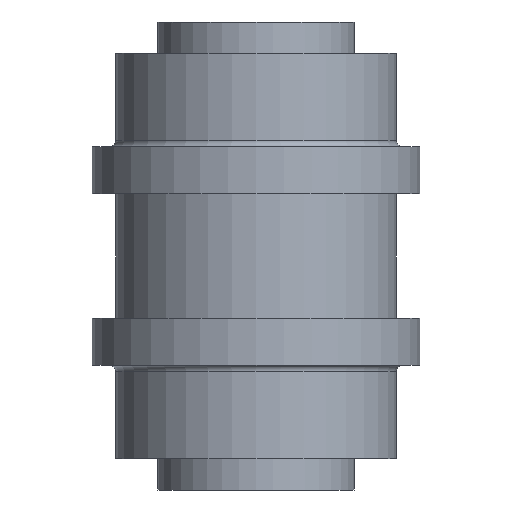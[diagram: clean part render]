
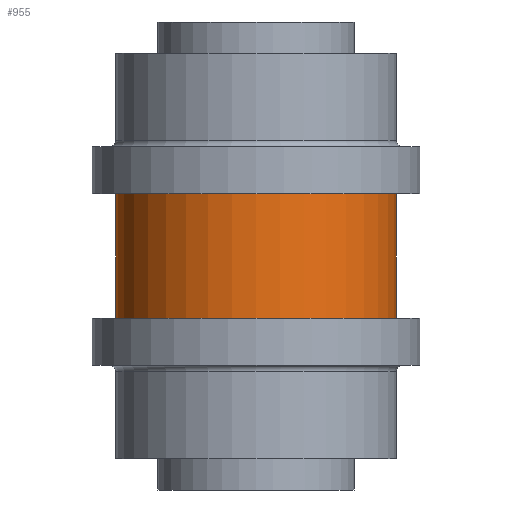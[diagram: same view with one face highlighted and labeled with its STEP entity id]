
A CAD part, front view. The second image highlights one B-rep face of the part: STEP entity #955.
In plain terms, the highlighted cylindrical face has radius 45 mm (diameter 90 mm), a partial arc.
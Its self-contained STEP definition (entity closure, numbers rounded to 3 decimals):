
#56 = CYLINDRICAL_SURFACE ( 'NONE', #146, 45. ) ;
#132 = CARTESIAN_POINT ( 'NONE',  ( -45., 0., 20. ) ) ;
#136 = AXIS2_PLACEMENT_3D ( 'NONE', #413, #418, #423 ) ;
#141 = AXIS2_PLACEMENT_3D ( 'NONE', #563, #561, #558 ) ;
#146 = AXIS2_PLACEMENT_3D ( 'NONE', #569, #508, #582 ) ;
#338 = CIRCLE ( 'NONE', #136, 45. ) ;
#378 = VERTEX_POINT ( 'NONE', #1174 ) ;
#413 = CARTESIAN_POINT ( 'NONE',  ( 0., 0., 20. ) ) ;
#418 = DIRECTION ( 'NONE',  ( 0., 0., 1. ) ) ;
#423 = DIRECTION ( 'NONE',  ( 1., 0., 0. ) ) ;
#426 = CARTESIAN_POINT ( 'NONE',  ( 45., 0., -20. ) ) ;
#482 = DIRECTION ( 'NONE',  ( 0., 0., 1. ) ) ;
#508 = DIRECTION ( 'NONE',  ( 0., 0., 1. ) ) ;
#512 = VECTOR ( 'NONE', #482, 1000. ) ;
#558 = DIRECTION ( 'NONE',  ( 1., 0., 0. ) ) ;
#561 = DIRECTION ( 'NONE',  ( 0., 0., 1. ) ) ;
#563 = CARTESIAN_POINT ( 'NONE',  ( 0., 0., -20. ) ) ;
#566 = CIRCLE ( 'NONE', #141, 45. ) ;
#569 = CARTESIAN_POINT ( 'NONE',  ( 0., 0., -20. ) ) ;
#582 = DIRECTION ( 'NONE',  ( 1., 0., 0. ) ) ;
#622 = ORIENTED_EDGE ( 'NONE', *, *, #904, .F. ) ;
#624 = VERTEX_POINT ( 'NONE', #132 ) ;
#679 = VECTOR ( 'NONE', #690, 1000. ) ;
#690 = DIRECTION ( 'NONE',  ( 0., 0., 1. ) ) ;
#700 = CARTESIAN_POINT ( 'NONE',  ( -45., 0., -20. ) ) ;
#725 = VERTEX_POINT ( 'NONE', #885 ) ;
#753 = LINE ( 'NONE', #426, #512 ) ;
#825 = VERTEX_POINT ( 'NONE', #905 ) ;
#881 = FACE_OUTER_BOUND ( 'NONE', #1091, .T. ) ;
#885 = CARTESIAN_POINT ( 'NONE',  ( -45., 0., -20. ) ) ;
#892 = ORIENTED_EDGE ( 'NONE', *, *, #1001, .T. ) ;
#904 = EDGE_CURVE ( 'NONE', #725, #624, #1178, .T. ) ;
#905 = CARTESIAN_POINT ( 'NONE',  ( 45., 0., -20. ) ) ;
#955 = ADVANCED_FACE ( 'NONE', ( #881 ), #56, .T. ) ;
#968 = ORIENTED_EDGE ( 'NONE', *, *, #969, .T. ) ;
#969 = EDGE_CURVE ( 'NONE', #725, #825, #566, .T. ) ;
#972 = EDGE_CURVE ( 'NONE', #624, #378, #338, .T. ) ;
#1001 = EDGE_CURVE ( 'NONE', #825, #378, #753, .T. ) ;
#1037 = ORIENTED_EDGE ( 'NONE', *, *, #972, .F. ) ;
#1091 = EDGE_LOOP ( 'NONE', ( #622, #968, #892, #1037 ) ) ;
#1174 = CARTESIAN_POINT ( 'NONE',  ( 45., 0., 20. ) ) ;
#1178 = LINE ( 'NONE', #700, #679 ) ;
